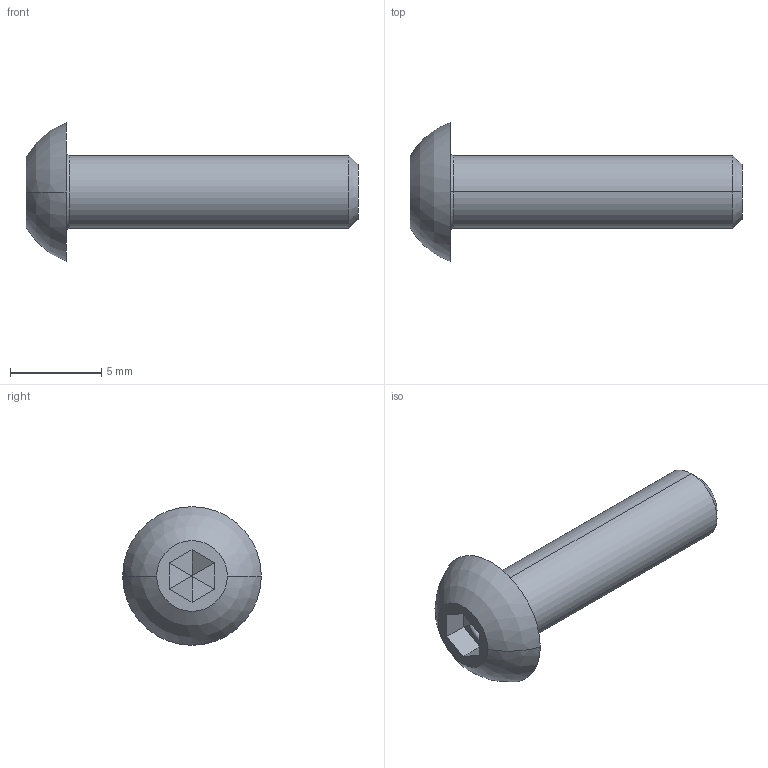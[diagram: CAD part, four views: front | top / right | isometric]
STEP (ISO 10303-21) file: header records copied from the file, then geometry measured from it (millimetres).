
FILE_DESCRIPTION (( 'STEP AP214' ), '1' );
FILE_NAME ('M4X16 Pan Head Screw.step', '2018-06-21T12:58:56', ( 'User' ), ( 'china' ), 'SwSTEP 2.0', 'SolidWorks 2016', '' );
FILE_SCHEMA (( 'AUTOMOTIVE_DESIGN' ));
Length unit declared in the file: millimetre
Products named in the file (1): M4X16 Pan Head Screw
Bounding box: 18.2 x 7.6 x 7.6 mm (x, y, z)
Volume: 259.9 mm3; surface area: 320.7 mm2
Topology: 1 solids, 1 shells, 24 faces, 56 edges, 27 vertices
Faces by surface type: plane 10, bspline 6, cone 2, cylinder 2, sphere 2, torus 2
Entity records: 964 total; most frequent: CARTESIAN_POINT 450, DIRECTION 98, ORIENTED_EDGE 94, EDGE_CURVE 47, AXIS2_PLACEMENT_3D 35, LINE 28, VECTOR 28, VERTEX_POINT 27
